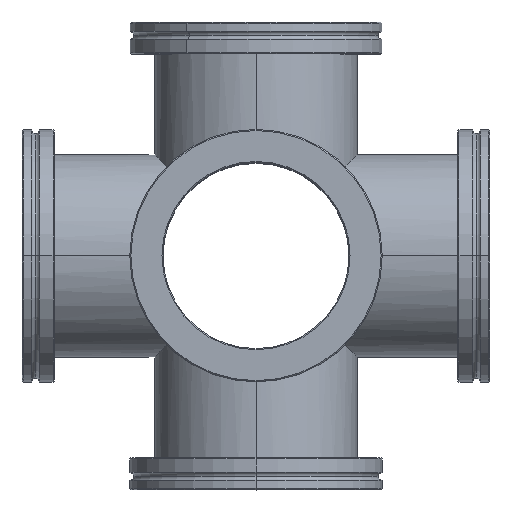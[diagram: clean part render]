
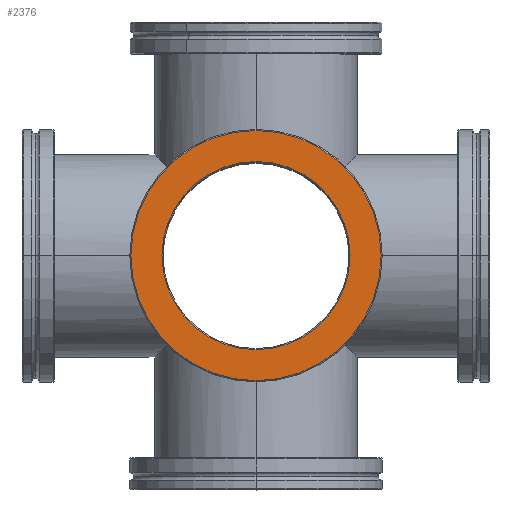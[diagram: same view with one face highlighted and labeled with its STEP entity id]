
A CAD part, top view. The second image highlights one B-rep face of the part: STEP entity #2376.
In plain terms, the highlighted face is planar.
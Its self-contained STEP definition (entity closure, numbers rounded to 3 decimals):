
#20 = DIRECTION ( 'NONE',  ( 0., 1., 0. ) ) ;
#45 = AXIS2_PLACEMENT_3D ( 'NONE', #1579, #590, #2304 ) ;
#147 = CIRCLE ( 'NONE', #2533, 35.4 ) ;
#317 = DIRECTION ( 'NONE',  ( 0., 1., 0. ) ) ;
#319 = AXIS2_PLACEMENT_3D ( 'NONE', #1512, #20, #1753 ) ;
#325 = PLANE ( 'NONE',  #45 ) ;
#393 = EDGE_LOOP ( 'NONE', ( #1510, #2961 ) ) ;
#586 = FACE_OUTER_BOUND ( 'NONE', #1466, .T. ) ;
#590 = DIRECTION ( 'NONE',  ( 0., -1., 0. ) ) ;
#643 = VERTEX_POINT ( 'NONE', #1235 ) ;
#658 = CARTESIAN_POINT ( 'NONE',  ( 0., 0., 47.1 ) ) ;
#737 = FACE_BOUND ( 'NONE', #393, .T. ) ;
#839 = AXIS2_PLACEMENT_3D ( 'NONE', #1136, #2814, #1379 ) ;
#885 = ORIENTED_EDGE ( 'NONE', *, *, #1831, .T. ) ;
#932 = EDGE_CURVE ( 'NONE', #643, #2110, #147, .T. ) ;
#999 = AXIS2_PLACEMENT_3D ( 'NONE', #2820, #1385, #3062 ) ;
#1053 = EDGE_CURVE ( 'NONE', #1148, #1811, #1892, .T. ) ;
#1102 = CIRCLE ( 'NONE', #319, 35.4 ) ;
#1136 = CARTESIAN_POINT ( 'NONE',  ( 0., 0., 0. ) ) ;
#1148 = VERTEX_POINT ( 'NONE', #658 ) ;
#1235 = CARTESIAN_POINT ( 'NONE',  ( 0., 0., 35.4 ) ) ;
#1375 = CARTESIAN_POINT ( 'NONE',  ( 0., 0., -47.1 ) ) ;
#1379 = DIRECTION ( 'NONE',  ( 0., 0., -1. ) ) ;
#1385 = DIRECTION ( 'NONE',  ( 0., -1., 0. ) ) ;
#1466 = EDGE_LOOP ( 'NONE', ( #1580, #885 ) ) ;
#1510 = ORIENTED_EDGE ( 'NONE', *, *, #3071, .T. ) ;
#1512 = CARTESIAN_POINT ( 'NONE',  ( 0., 0., 0. ) ) ;
#1565 = CIRCLE ( 'NONE', #999, 47.1 ) ;
#1579 = CARTESIAN_POINT ( 'NONE',  ( -35., 0., 0. ) ) ;
#1580 = ORIENTED_EDGE ( 'NONE', *, *, #1053, .T. ) ;
#1753 = DIRECTION ( 'NONE',  ( 0., 0., -1. ) ) ;
#1806 = CARTESIAN_POINT ( 'NONE',  ( 0., 0., 0. ) ) ;
#1811 = VERTEX_POINT ( 'NONE', #1375 ) ;
#1831 = EDGE_CURVE ( 'NONE', #1811, #1148, #1565, .T. ) ;
#1892 = CIRCLE ( 'NONE', #839, 47.1 ) ;
#2048 = DIRECTION ( 'NONE',  ( 0., 0., -1. ) ) ;
#2110 = VERTEX_POINT ( 'NONE', #2431 ) ;
#2304 = DIRECTION ( 'NONE',  ( 0., 0., -1. ) ) ;
#2376 = ADVANCED_FACE ( 'NONE', ( #737, #586 ), #325, .T. ) ;
#2431 = CARTESIAN_POINT ( 'NONE',  ( 0., 0., -35.4 ) ) ;
#2533 = AXIS2_PLACEMENT_3D ( 'NONE', #1806, #317, #2048 ) ;
#2814 = DIRECTION ( 'NONE',  ( 0., -1., 0. ) ) ;
#2820 = CARTESIAN_POINT ( 'NONE',  ( 0., 0., 0. ) ) ;
#2961 = ORIENTED_EDGE ( 'NONE', *, *, #932, .T. ) ;
#3062 = DIRECTION ( 'NONE',  ( 0., 0., -1. ) ) ;
#3071 = EDGE_CURVE ( 'NONE', #2110, #643, #1102, .T. ) ;
